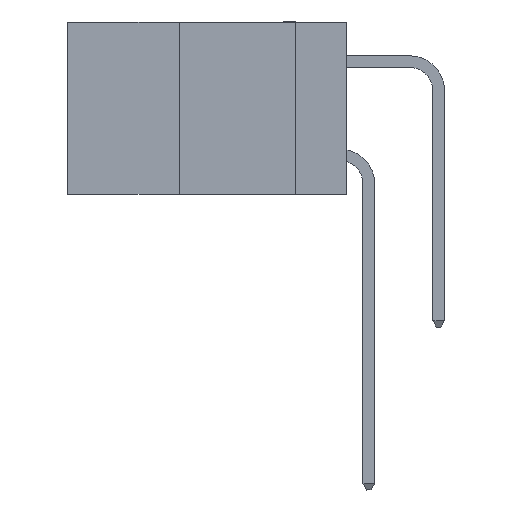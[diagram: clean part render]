
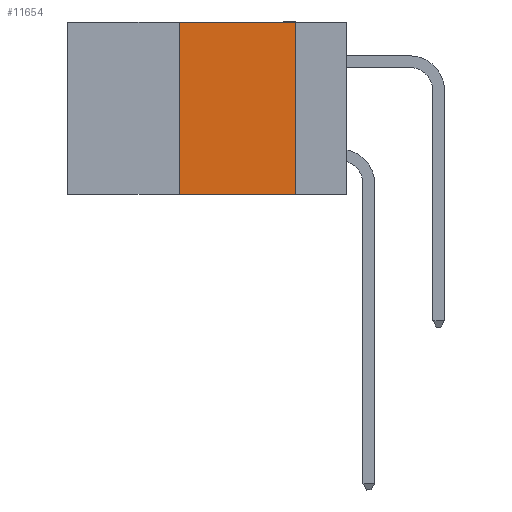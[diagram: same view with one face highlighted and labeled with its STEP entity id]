
A CAD part, left-side view. The second image highlights one B-rep face of the part: STEP entity #11654.
In plain terms, the highlighted planar face has unit normal (-1, 0, 0).
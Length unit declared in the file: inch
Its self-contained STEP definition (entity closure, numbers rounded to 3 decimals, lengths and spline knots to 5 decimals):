
#1079 = AXIS2_PLACEMENT_3D ( 'NONE', #30788, #30994, #11948 ) ;
#4074 = VECTOR ( 'NONE', #30532, 39.37008 ) ;
#5924 = EDGE_CURVE ( 'NONE', #26781, #27629, #22893, .T. ) ;
#6271 = ORIENTED_EDGE ( 'NONE', *, *, #5924, .F. ) ;
#7901 = ORIENTED_EDGE ( 'NONE', *, *, #13724, .F. ) ;
#8840 = DIRECTION ( 'NONE',  ( 0., 0., -1. ) ) ;
#9112 = LINE ( 'NONE', #18107, #4074 ) ;
#10343 = VECTOR ( 'NONE', #24392, 39.37008 ) ;
#10825 = CARTESIAN_POINT ( 'NONE',  ( 0., 0.11, -0.37 ) ) ;
#11654 = ADVANCED_FACE ( 'NONE', ( #17177 ), #13811, .F. ) ;
#11701 = CARTESIAN_POINT ( 'NONE',  ( 0., 0.11, 0. ) ) ;
#11948 = DIRECTION ( 'NONE',  ( 0., 0., -1. ) ) ;
#12004 = VERTEX_POINT ( 'NONE', #10825 ) ;
#12131 = VECTOR ( 'NONE', #8840, 39.37008 ) ;
#12884 = EDGE_CURVE ( 'NONE', #26781, #12004, #9112, .T. ) ;
#13489 = CARTESIAN_POINT ( 'NONE',  ( 0., 0.11, 0. ) ) ;
#13724 = EDGE_CURVE ( 'NONE', #21364, #12004, #26944, .T. ) ;
#13811 = PLANE ( 'NONE',  #1079 ) ;
#14122 = EDGE_CURVE ( 'NONE', #27629, #21364, #21209, .T. ) ;
#17177 = FACE_OUTER_BOUND ( 'NONE', #21097, .T. ) ;
#18107 = CARTESIAN_POINT ( 'NONE',  ( 0., 0.6, -0.37 ) ) ;
#18258 = CARTESIAN_POINT ( 'NONE',  ( 0., 0.36, 0. ) ) ;
#18546 = VECTOR ( 'NONE', #18615, 39.37008 ) ;
#18615 = DIRECTION ( 'NONE',  ( 0., -1., 0. ) ) ;
#21097 = EDGE_LOOP ( 'NONE', ( #7901, #30366, #6271, #21589 ) ) ;
#21209 = LINE ( 'NONE', #28610, #18546 ) ;
#21364 = VERTEX_POINT ( 'NONE', #11701 ) ;
#21589 = ORIENTED_EDGE ( 'NONE', *, *, #12884, .T. ) ;
#22893 = LINE ( 'NONE', #26628, #10343 ) ;
#24392 = DIRECTION ( 'NONE',  ( 0., 0., 1. ) ) ;
#26628 = CARTESIAN_POINT ( 'NONE',  ( 0., 0.36, 0. ) ) ;
#26781 = VERTEX_POINT ( 'NONE', #26959 ) ;
#26944 = LINE ( 'NONE', #13489, #12131 ) ;
#26959 = CARTESIAN_POINT ( 'NONE',  ( 0., 0.36, -0.37 ) ) ;
#27629 = VERTEX_POINT ( 'NONE', #18258 ) ;
#28610 = CARTESIAN_POINT ( 'NONE',  ( 0., 0.6, 0. ) ) ;
#30366 = ORIENTED_EDGE ( 'NONE', *, *, #14122, .F. ) ;
#30532 = DIRECTION ( 'NONE',  ( 0., -1., 0. ) ) ;
#30788 = CARTESIAN_POINT ( 'NONE',  ( 0., 0.6, 0. ) ) ;
#30994 = DIRECTION ( 'NONE',  ( 1., 0., 0. ) ) ;
